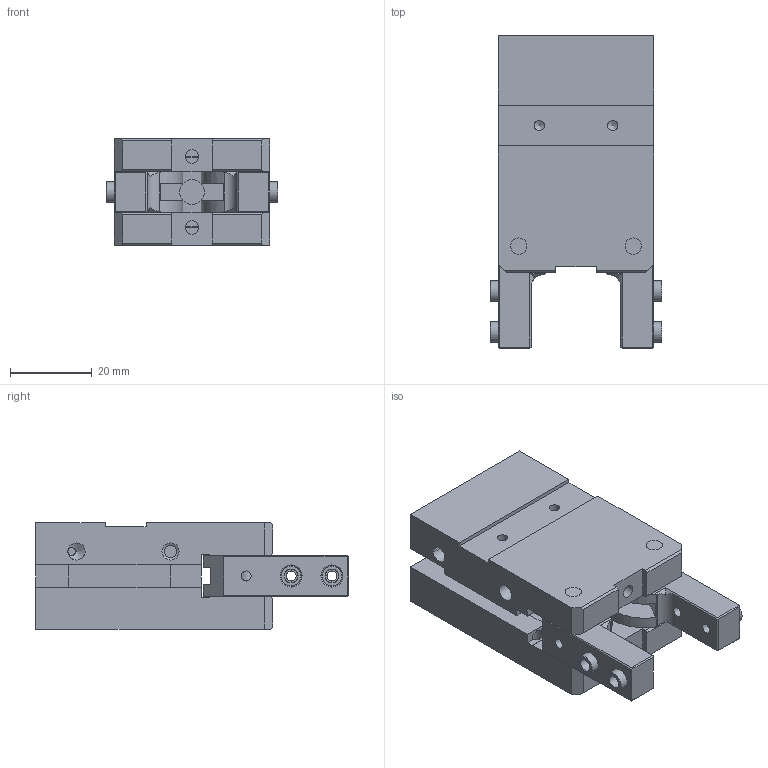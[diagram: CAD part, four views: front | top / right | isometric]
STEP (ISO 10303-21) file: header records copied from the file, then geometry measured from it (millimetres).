
FILE_DESCRIPTION(/* description */ (''),/* implementation_level */ '2;1');
FILE_NAME(/* name */ 'GPR 16.stp',/* time_stamp */ '2021-04-19T10:30:36+02:00',/* author */ ('Emilio'),/* organization */ (''),/* preprocessor_version */ 'ST-DEVELOPER v17.2',/* originating_system */ 'Autodesk Inventor 2019',/* authorisation */ '');
FILE_SCHEMA (('AUTOMOTIVE_DESIGN { 1 0 10303 214 3 1 1 }'));
Length unit declared in the file: millimetre
Products named in the file (5): GPR 16; Corpo; GPR 16 GRIFFA cliente; BOCCOLA 5H7L4.4; PGC-16-SPINA CORTA
Assembly tree (9 placements, depth 2):
  GPR 16
    Corpo
    GPR 16 GRIFFA cliente  x2
    BOCCOLA 5H7L4.4  x4
    PGC-16-SPINA CORTA  x2
Bounding box: 42 x 76.5 x 26 mm (x, y, z)
Volume: 50845.7 mm3; surface area: 19569.7 mm2
Topology: 9 solids, 9 shells, 269 faces, 737 edges, 489 vertices
Faces by surface type: plane 154, cylinder 66, cone 49
Full cylindrical faces by diameter (mm): 1.9 x1, 2.459 x6, 2.5 x2, 3 x1, 3.2 x4, 3.3 x10, 4 x12, 4.2 x1, 5 x8, 6 x1, 17 x1
Entity records: 6593 total; most frequent: CARTESIAN_POINT 1204, DIRECTION 1107, ORIENTED_EDGE 1070, EDGE_CURVE 535, AXIS2_PLACEMENT_3D 376, VERTEX_POINT 373, LINE 355, VECTOR 355
